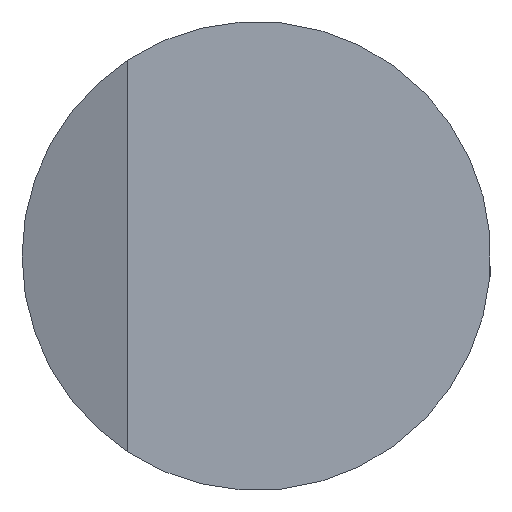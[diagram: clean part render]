
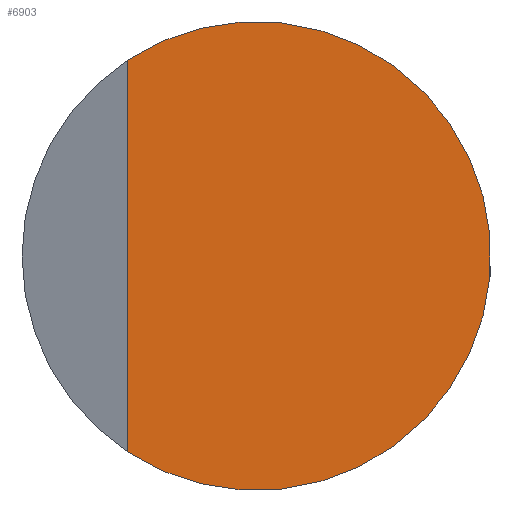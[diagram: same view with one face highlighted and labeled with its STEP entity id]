
A CAD part, left-side view. The second image highlights one B-rep face of the part: STEP entity #6903.
In plain terms, the highlighted planar face has unit normal (-1, 0, 0).
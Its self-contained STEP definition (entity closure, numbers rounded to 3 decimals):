
#21=PLANE('',#7717);
#500=CIRCLE('',#7555,20.);
#823=LINE('',#11725,#1463);
#1463=VECTOR('',#9165,1000.);
#2424=ORIENTED_EDGE('',*,*,#4343,.F.);
#2425=ORIENTED_EDGE('',*,*,#4021,.F.);
#4021=EDGE_CURVE('',#4981,#4979,#500,.T.);
#4343=EDGE_CURVE('',#4979,#4981,#823,.T.);
#4979=VERTEX_POINT('',#11076);
#4981=VERTEX_POINT('',#11080);
#5781=EDGE_LOOP('',(#2424,#2425));
#6421=FACE_BOUND('',#5781,.T.);
#6903=ADVANCED_FACE('',(#6421),#21,.F.);
#7555=AXIS2_PLACEMENT_3D('',#11081,#8678,#8679);
#7717=AXIS2_PLACEMENT_3D('',#11724,#9163,#9164);
#8678=DIRECTION('',(1.,0.,0.));
#8679=DIRECTION('',(0.,0.,-1.));
#9163=DIRECTION('',(1.,0.,0.));
#9164=DIRECTION('',(0.,0.,-1.));
#9165=DIRECTION('',(0.,0.,1.));
#11076=CARTESIAN_POINT('',(0.,11.,-16.703));
#11080=CARTESIAN_POINT('',(0.,11.,16.703));
#11081=CARTESIAN_POINT('',(0.,0.,0.));
#11724=CARTESIAN_POINT('',(0.,0.,0.));
#11725=CARTESIAN_POINT('',(0.,11.,0.));
